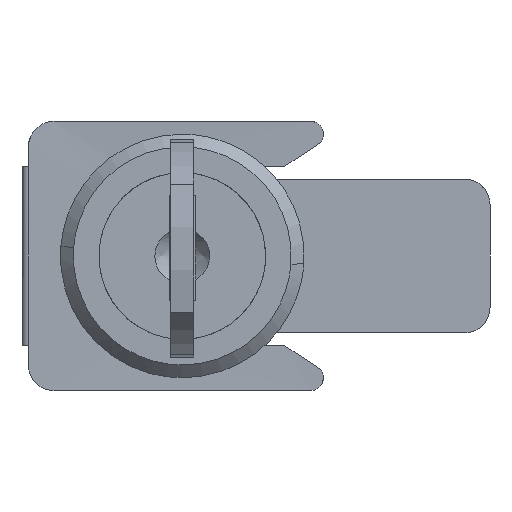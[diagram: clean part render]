
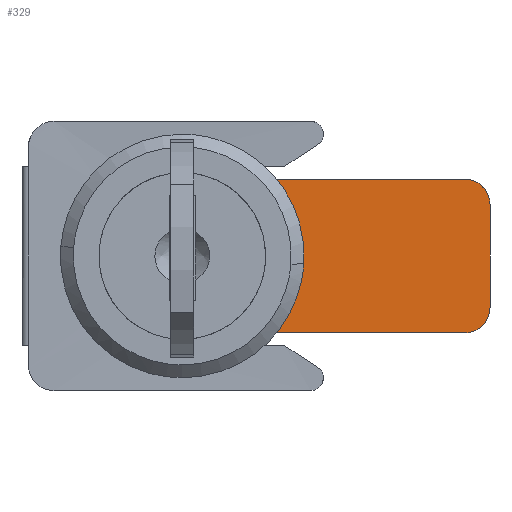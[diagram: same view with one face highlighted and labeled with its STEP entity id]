
A CAD part, front view. The second image highlights one B-rep face of the part: STEP entity #329.
In plain terms, the highlighted free-form (B-spline) face has degree [1, 1] with [2, 2] control points.
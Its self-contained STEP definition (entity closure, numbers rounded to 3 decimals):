
#75=CARTESIAN_POINT('',(21.999,11.,6.0));
#76=VERTEX_POINT('',#75);
#82=CARTESIAN_POINT('',(23.999,11.,4.0));
#83=VERTEX_POINT('',#82);
#84=CARTESIAN_POINT('',(21.999,11.,6.0));
#85=CARTESIAN_POINT('',(23.999,11.,6.0));
#86=CARTESIAN_POINT('',(23.999,11.,4.0));
#94=(BOUNDED_CURVE()B_SPLINE_CURVE(2,(#84,#85,#86),.UNSPECIFIED.,.F.,.U.)CURVE()GEOMETRIC_REPRESENTATION_ITEM()QUASI_UNIFORM_CURVE()RATIONAL_B_SPLINE_CURVE((1.0,0.707,1.0))REPRESENTATION_ITEM(''));
#95=EDGE_CURVE('',#76,#83,#94,.T.);
#136=CARTESIAN_POINT('',(23.999,11.,-4.0));
#137=VERTEX_POINT('',#136);
#143=CARTESIAN_POINT('',(21.999,11.,-6.0));
#144=VERTEX_POINT('',#143);
#145=CARTESIAN_POINT('',(23.999,11.,-4.0));
#146=CARTESIAN_POINT('',(23.999,11.,-6.0));
#147=CARTESIAN_POINT('',(21.999,11.,-6.0));
#155=(BOUNDED_CURVE()B_SPLINE_CURVE(2,(#145,#146,#147),.UNSPECIFIED.,.F.,.U.)CURVE()GEOMETRIC_REPRESENTATION_ITEM()QUASI_UNIFORM_CURVE()RATIONAL_B_SPLINE_CURVE((1.0,0.707,1.0))REPRESENTATION_ITEM(''));
#156=EDGE_CURVE('',#137,#144,#155,.T.);
#171=CARTESIAN_POINT('',(1.749,11.0,-2.45));
#172=VERTEX_POINT('',#171);
#173=CARTESIAN_POINT('',(-1.751,11.,-2.45));
#174=VERTEX_POINT('',#173);
#175=CARTESIAN_POINT('',(1.749,11.0,-2.45));
#176=CARTESIAN_POINT('',(-1.751,11.,-2.45));
#177=QUASI_UNIFORM_CURVE('',1,(#175,#176),.UNSPECIFIED.,.F.,.U.);
#178=EDGE_CURVE('',#172,#174,#177,.T.);
#207=CARTESIAN_POINT('',(2.499,11.,2.05));
#208=VERTEX_POINT('',#207);
#209=CARTESIAN_POINT('',(2.499,11.,2.05));
#210=CARTESIAN_POINT('',(1.749,11.0,-2.45));
#211=QUASI_UNIFORM_CURVE('',1,(#209,#210),.UNSPECIFIED.,.F.,.U.);
#212=EDGE_CURVE('',#208,#172,#211,.T.);
#235=CARTESIAN_POINT('',(-2.501,11.,2.05));
#236=VERTEX_POINT('',#235);
#237=CARTESIAN_POINT('',(-2.501,11.,2.05));
#238=CARTESIAN_POINT('',(2.499,11.,2.05));
#239=QUASI_UNIFORM_CURVE('',1,(#237,#238),.UNSPECIFIED.,.F.,.U.);
#240=EDGE_CURVE('',#236,#208,#239,.T.);
#263=CARTESIAN_POINT('',(-1.751,11.,-2.45));
#264=CARTESIAN_POINT('',(-2.501,11.,2.05));
#265=QUASI_UNIFORM_CURVE('',1,(#263,#264),.UNSPECIFIED.,.F.,.U.);
#266=EDGE_CURVE('',#174,#236,#265,.T.);
#278=CARTESIAN_POINT('',(-8.023,11.0,-7.149));
#279=CARTESIAN_POINT('',(25.522,11.0,-7.149));
#280=CARTESIAN_POINT('',(-8.023,11.0,7.149));
#281=CARTESIAN_POINT('',(25.522,11.0,7.149));
#282=B_SPLINE_SURFACE_WITH_KNOTS('',1,1,((#278,#280),(#279,#281)),.UNSPECIFIED.,.F.,.F.,.U.,(2,2),(2,2),(0.0,33.546),(0.0,14.299),.UNSPECIFIED.);
#283=CARTESIAN_POINT('',(23.999,11.,4.0));
#284=CARTESIAN_POINT('',(23.999,11.,-4.0));
#285=QUASI_UNIFORM_CURVE('',1,(#283,#284),.UNSPECIFIED.,.F.,.U.);
#286=EDGE_CURVE('',#83,#137,#285,.T.);
#287=ORIENTED_EDGE('',*,*,#286,.F.);
#288=ORIENTED_EDGE('',*,*,#95,.F.);
#289=CARTESIAN_POINT('',(2.5,11.,6.));
#290=VERTEX_POINT('',#289);
#291=CARTESIAN_POINT('',(2.5,11.,6.));
#292=CARTESIAN_POINT('',(21.999,11.,6.0));
#293=QUASI_UNIFORM_CURVE('',1,(#291,#292),.UNSPECIFIED.,.F.,.U.);
#294=EDGE_CURVE('',#290,#76,#293,.T.);
#295=ORIENTED_EDGE('',*,*,#294,.F.);
#296=CARTESIAN_POINT('',(2.5,11.,-6.0));
#297=VERTEX_POINT('',#296);
#298=CARTESIAN_POINT('',(2.5,11.,6.));
#299=CARTESIAN_POINT('',(-2.111,11.,7.921));
#300=CARTESIAN_POINT('',(-5.154,11.,3.961));
#301=CARTESIAN_POINT('',(-8.197,11.,0.));
#302=CARTESIAN_POINT('',(-5.154,11.,-3.961));
#303=CARTESIAN_POINT('',(-2.111,11.,-7.921));
#304=CARTESIAN_POINT('',(2.5,11.,-6.));
#312=(BOUNDED_CURVE()B_SPLINE_CURVE(2,(#298,#299,#300,#301,#302,#303,#304),.UNSPECIFIED.,.F.,.U.)B_SPLINE_CURVE_WITH_KNOTS((3,2,2,3),(0.0,0.333,0.667,1.0),.UNSPECIFIED.)CURVE()GEOMETRIC_REPRESENTATION_ITEM()RATIONAL_B_SPLINE_CURVE((1.0,0.793,1.0,0.793,1.0,0.793,1.0))REPRESENTATION_ITEM(''));
#313=EDGE_CURVE('',#290,#297,#312,.T.);
#314=ORIENTED_EDGE('',*,*,#313,.T.);
#315=CARTESIAN_POINT('',(21.999,11.,-6.0));
#316=CARTESIAN_POINT('',(2.5,11.,-6.0));
#317=QUASI_UNIFORM_CURVE('',1,(#315,#316),.UNSPECIFIED.,.F.,.U.);
#318=EDGE_CURVE('',#144,#297,#317,.T.);
#319=ORIENTED_EDGE('',*,*,#318,.F.);
#320=ORIENTED_EDGE('',*,*,#156,.F.);
#321=EDGE_LOOP('',(#287,#288,#295,#314,#319,#320));
#322=FACE_OUTER_BOUND('',#321,.T.);
#323=ORIENTED_EDGE('',*,*,#240,.T.);
#324=ORIENTED_EDGE('',*,*,#212,.T.);
#325=ORIENTED_EDGE('',*,*,#178,.T.);
#326=ORIENTED_EDGE('',*,*,#266,.T.);
#327=EDGE_LOOP('',(#323,#324,#325,#326));
#328=FACE_BOUND('',#327,.T.);
#329=ADVANCED_FACE('',(#322,#328),#282,.T.);
